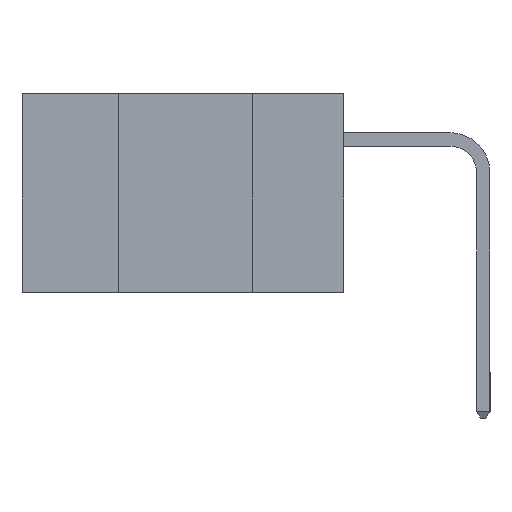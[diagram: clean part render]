
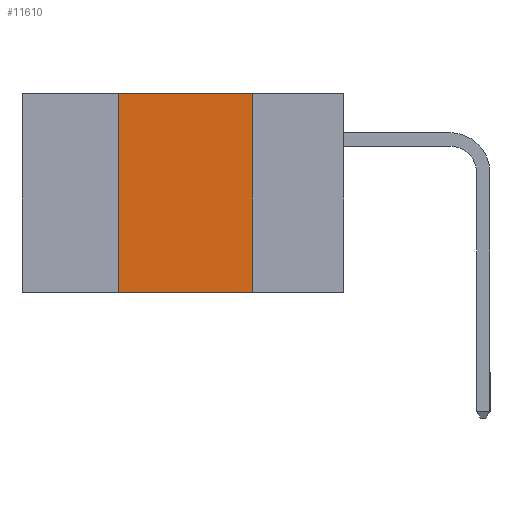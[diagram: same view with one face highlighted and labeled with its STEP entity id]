
A CAD part, left-side view. The second image highlights one B-rep face of the part: STEP entity #11610.
In plain terms, the highlighted planar face has unit normal (-1, 0, 0).
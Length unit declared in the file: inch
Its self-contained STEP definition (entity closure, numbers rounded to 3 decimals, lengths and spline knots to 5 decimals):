
#2 = ORIENTED_EDGE ( 'NONE', *, *, #16361, .F. ) ;
#84 = CARTESIAN_POINT ( 'NONE',  ( 0., 0.17, -0.37 ) ) ;
#398 = CARTESIAN_POINT ( 'NONE',  ( 0., 0.6, -0.37 ) ) ;
#418 = VECTOR ( 'NONE', #15248, 39.37008 ) ;
#504 = LINE ( 'NONE', #398, #16307 ) ;
#730 = EDGE_CURVE ( 'NONE', #19662, #16305, #8401, .T. ) ;
#2532 = EDGE_CURVE ( 'NONE', #16626, #16305, #504, .T. ) ;
#3759 = DIRECTION ( 'NONE',  ( 1., 0., 0. ) ) ;
#5073 = DIRECTION ( 'NONE',  ( 0., 0., 1. ) ) ;
#5136 = CARTESIAN_POINT ( 'NONE',  ( 0., 0.6, 0. ) ) ;
#5389 = CARTESIAN_POINT ( 'NONE',  ( 0., 0.42, -0.37 ) ) ;
#5392 = PLANE ( 'NONE',  #8550 ) ;
#5489 = CARTESIAN_POINT ( 'NONE',  ( 0., 0.17, -0.37 ) ) ;
#6878 = DIRECTION ( 'NONE',  ( 0., -1., 0. ) ) ;
#7927 = ORIENTED_EDGE ( 'NONE', *, *, #20345, .F. ) ;
#8401 = LINE ( 'NONE', #84, #15261 ) ;
#8449 = CARTESIAN_POINT ( 'NONE',  ( 0., 0.42, 0. ) ) ;
#8483 = LINE ( 'NONE', #5136, #418 ) ;
#8550 = AXIS2_PLACEMENT_3D ( 'NONE', #18506, #3759, #15285 ) ;
#8736 = FACE_OUTER_BOUND ( 'NONE', #18059, .T. ) ;
#10136 = DIRECTION ( 'NONE',  ( 0., 0., -1. ) ) ;
#11610 = ADVANCED_FACE ( 'NONE', ( #8736 ), #5392, .F. ) ;
#15248 = DIRECTION ( 'NONE',  ( 0., -1., 0. ) ) ;
#15261 = VECTOR ( 'NONE', #10136, 39.37008 ) ;
#15285 = DIRECTION ( 'NONE',  ( 0., 0., -1. ) ) ;
#15479 = VERTEX_POINT ( 'NONE', #8449 ) ;
#15857 = VECTOR ( 'NONE', #5073, 39.37008 ) ;
#16305 = VERTEX_POINT ( 'NONE', #5489 ) ;
#16307 = VECTOR ( 'NONE', #6878, 39.37008 ) ;
#16361 = EDGE_CURVE ( 'NONE', #16626, #15479, #20154, .T. ) ;
#16626 = VERTEX_POINT ( 'NONE', #18046 ) ;
#17938 = CARTESIAN_POINT ( 'NONE',  ( 0., 0.17, 0. ) ) ;
#18046 = CARTESIAN_POINT ( 'NONE',  ( 0., 0.42, -0.37 ) ) ;
#18059 = EDGE_LOOP ( 'NONE', ( #18818, #7927, #2, #20694 ) ) ;
#18506 = CARTESIAN_POINT ( 'NONE',  ( 0., 0.6, 0. ) ) ;
#18818 = ORIENTED_EDGE ( 'NONE', *, *, #730, .F. ) ;
#19662 = VERTEX_POINT ( 'NONE', #17938 ) ;
#20154 = LINE ( 'NONE', #5389, #15857 ) ;
#20345 = EDGE_CURVE ( 'NONE', #15479, #19662, #8483, .T. ) ;
#20694 = ORIENTED_EDGE ( 'NONE', *, *, #2532, .T. ) ;
